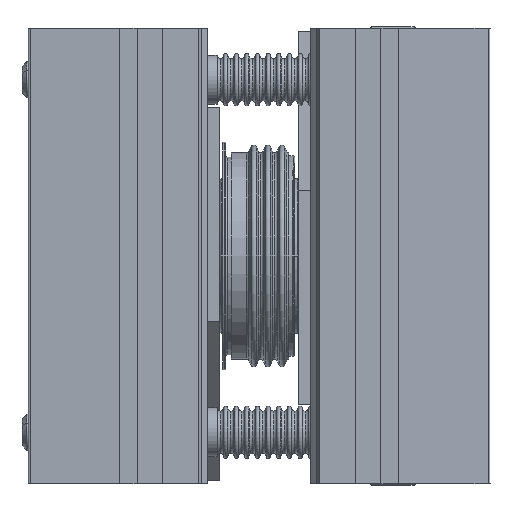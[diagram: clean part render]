
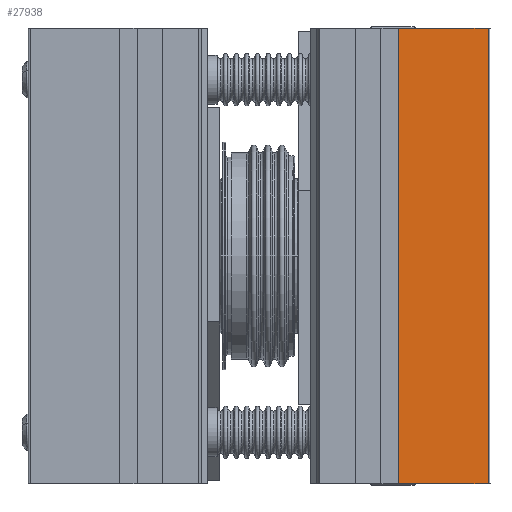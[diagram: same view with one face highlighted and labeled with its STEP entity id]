
A CAD part, left-side view. The second image highlights one B-rep face of the part: STEP entity #27938.
In plain terms, the highlighted planar face has unit normal (-0.999, -0.034, 0).
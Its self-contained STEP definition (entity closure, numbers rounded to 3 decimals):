
#57 = DIRECTION ( 'NONE',  ( 0.999, 0.034, 0. ) ) ;
#1819 = DIRECTION ( 'NONE',  ( 0., 0., -1. ) ) ;
#3759 = ORIENTED_EDGE ( 'NONE', *, *, #50999, .F. ) ;
#4173 = CARTESIAN_POINT ( 'NONE',  ( -83.15, -58.35, 75. ) ) ;
#4456 = DIRECTION ( 'NONE',  ( -0.034, 0.999, 0. ) ) ;
#5832 = VECTOR ( 'NONE', #1819, 1000. ) ;
#7297 = EDGE_LOOP ( 'NONE', ( #47389, #39824, #3759, #38182 ) ) ;
#8343 = DIRECTION ( 'NONE',  ( 0., 0., -1. ) ) ;
#12197 = AXIS2_PLACEMENT_3D ( 'NONE', #28362, #57, #4456 ) ;
#14015 = CARTESIAN_POINT ( 'NONE',  ( -84.157, -28.994, 75. ) ) ;
#15383 = CARTESIAN_POINT ( 'NONE',  ( -84.157, -28.994, -75. ) ) ;
#15834 = VECTOR ( 'NONE', #49654, 1000. ) ;
#16142 = EDGE_CURVE ( 'NONE', #21218, #42657, #16798, .T. ) ;
#16798 = LINE ( 'NONE', #45749, #46167 ) ;
#17290 = VECTOR ( 'NONE', #8343, 1000. ) ;
#19984 = PLANE ( 'NONE',  #12197 ) ;
#21218 = VERTEX_POINT ( 'NONE', #15383 ) ;
#21772 = VERTEX_POINT ( 'NONE', #27041 ) ;
#22720 = LINE ( 'NONE', #14015, #15834 ) ;
#24782 = CARTESIAN_POINT ( 'NONE',  ( -83.15, -58.35, 75. ) ) ;
#27041 = CARTESIAN_POINT ( 'NONE',  ( -84.157, -28.994, 75. ) ) ;
#27267 = VERTEX_POINT ( 'NONE', #4173 ) ;
#27938 = ADVANCED_FACE ( 'NONE', ( #48257 ), #19984, .F. ) ;
#28362 = CARTESIAN_POINT ( 'NONE',  ( -84.157, -28.994, 75. ) ) ;
#30181 = LINE ( 'NONE', #46008, #5832 ) ;
#30479 = LINE ( 'NONE', #24782, #17290 ) ;
#38182 = ORIENTED_EDGE ( 'NONE', *, *, #51697, .T. ) ;
#39824 = ORIENTED_EDGE ( 'NONE', *, *, #46347, .F. ) ;
#40979 = CARTESIAN_POINT ( 'NONE',  ( -83.15, -58.35, -75. ) ) ;
#42657 = VERTEX_POINT ( 'NONE', #40979 ) ;
#45749 = CARTESIAN_POINT ( 'NONE',  ( -84.157, -28.994, -75. ) ) ;
#46008 = CARTESIAN_POINT ( 'NONE',  ( -84.157, -28.994, 75. ) ) ;
#46167 = VECTOR ( 'NONE', #46937, 1000. ) ;
#46347 = EDGE_CURVE ( 'NONE', #27267, #42657, #30479, .T. ) ;
#46937 = DIRECTION ( 'NONE',  ( 0.034, -0.999, 0. ) ) ;
#47389 = ORIENTED_EDGE ( 'NONE', *, *, #16142, .T. ) ;
#48257 = FACE_OUTER_BOUND ( 'NONE', #7297, .T. ) ;
#49654 = DIRECTION ( 'NONE',  ( 0.034, -0.999, 0. ) ) ;
#50999 = EDGE_CURVE ( 'NONE', #21772, #27267, #22720, .T. ) ;
#51697 = EDGE_CURVE ( 'NONE', #21772, #21218, #30181, .T. ) ;
